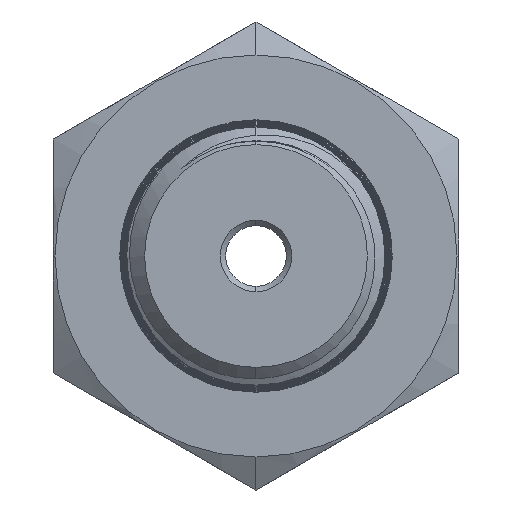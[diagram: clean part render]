
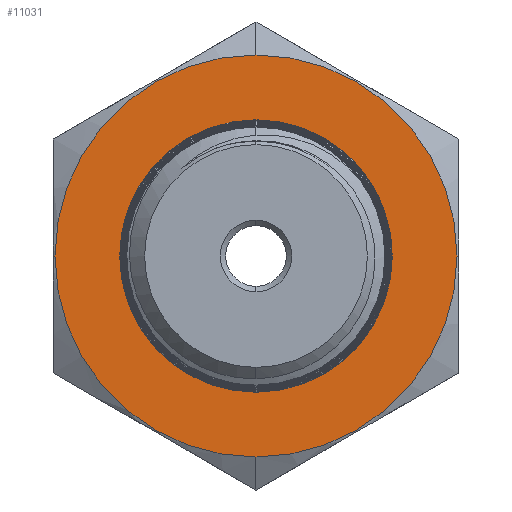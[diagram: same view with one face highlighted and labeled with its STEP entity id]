
A CAD part, left-side view. The second image highlights one B-rep face of the part: STEP entity #11031.
In plain terms, the highlighted planar face has unit normal (-1, 0, 0).
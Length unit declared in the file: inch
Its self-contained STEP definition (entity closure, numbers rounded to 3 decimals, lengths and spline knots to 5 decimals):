
#1163 = CARTESIAN_POINT ( 'NONE',  ( -1.2435, 0., 0. ) ) ;
#1398 = EDGE_CURVE ( 'NONE', #14691, #15488, #11579, .T. ) ;
#1527 = CIRCLE ( 'NONE', #6477, 0.62 ) ;
#1579 = CARTESIAN_POINT ( 'NONE',  ( -1.2435, 0., -0.62 ) ) ;
#1798 = DIRECTION ( 'NONE',  ( 0., 0., 1. ) ) ;
#1990 = EDGE_CURVE ( 'NONE', #6586, #13393, #1527, .T. ) ;
#2472 = AXIS2_PLACEMENT_3D ( 'NONE', #14722, #15980, #4805 ) ;
#2841 = EDGE_LOOP ( 'NONE', ( #14100, #6268 ) ) ;
#3054 = ORIENTED_EDGE ( 'NONE', *, *, #1990, .T. ) ;
#3475 = ORIENTED_EDGE ( 'NONE', *, *, #4447, .T. ) ;
#3906 = CARTESIAN_POINT ( 'NONE',  ( -1.2435, 0., -0.42 ) ) ;
#4066 = CIRCLE ( 'NONE', #14027, 0.62 ) ;
#4383 = CIRCLE ( 'NONE', #5338, 0.42 ) ;
#4447 = EDGE_CURVE ( 'NONE', #13393, #6586, #4066, .T. ) ;
#4805 = DIRECTION ( 'NONE',  ( 0., 0., 1. ) ) ;
#5105 = DIRECTION ( 'NONE',  ( 0., 0., 1. ) ) ;
#5287 = DIRECTION ( 'NONE',  ( 0., 0., 1. ) ) ;
#5338 = AXIS2_PLACEMENT_3D ( 'NONE', #1163, #9956, #5105 ) ;
#5424 = DIRECTION ( 'NONE',  ( -1., 0., 0. ) ) ;
#5500 = EDGE_LOOP ( 'NONE', ( #3475, #3054 ) ) ;
#6268 = ORIENTED_EDGE ( 'NONE', *, *, #1398, .F. ) ;
#6477 = AXIS2_PLACEMENT_3D ( 'NONE', #11721, #11776, #5287 ) ;
#6586 = VERTEX_POINT ( 'NONE', #1579 ) ;
#7757 = AXIS2_PLACEMENT_3D ( 'NONE', #15156, #15101, #11296 ) ;
#8413 = PLANE ( 'NONE',  #7757 ) ;
#8547 = FACE_BOUND ( 'NONE', #2841, .T. ) ;
#9956 = DIRECTION ( 'NONE',  ( -1., 0., 0. ) ) ;
#11031 = ADVANCED_FACE ( 'NONE', ( #8547, #14019 ), #8413, .T. ) ;
#11296 = DIRECTION ( 'NONE',  ( 0., 0., 1. ) ) ;
#11579 = CIRCLE ( 'NONE', #2472, 0.42 ) ;
#11644 = CARTESIAN_POINT ( 'NONE',  ( -1.2435, 0., 0. ) ) ;
#11721 = CARTESIAN_POINT ( 'NONE',  ( -1.2435, 0., 0. ) ) ;
#11776 = DIRECTION ( 'NONE',  ( -1., 0., 0. ) ) ;
#13393 = VERTEX_POINT ( 'NONE', #14291 ) ;
#13588 = EDGE_CURVE ( 'NONE', #15488, #14691, #4383, .T. ) ;
#13699 = CARTESIAN_POINT ( 'NONE',  ( -1.2435, 0., 0.42 ) ) ;
#14019 = FACE_OUTER_BOUND ( 'NONE', #5500, .T. ) ;
#14027 = AXIS2_PLACEMENT_3D ( 'NONE', #11644, #5424, #1798 ) ;
#14100 = ORIENTED_EDGE ( 'NONE', *, *, #13588, .F. ) ;
#14291 = CARTESIAN_POINT ( 'NONE',  ( -1.2435, 0., 0.62 ) ) ;
#14691 = VERTEX_POINT ( 'NONE', #3906 ) ;
#14722 = CARTESIAN_POINT ( 'NONE',  ( -1.2435, 0., 0. ) ) ;
#15101 = DIRECTION ( 'NONE',  ( -1., 0., 0. ) ) ;
#15156 = CARTESIAN_POINT ( 'NONE',  ( -1.2435, 0., -0.42 ) ) ;
#15488 = VERTEX_POINT ( 'NONE', #13699 ) ;
#15980 = DIRECTION ( 'NONE',  ( -1., 0., 0. ) ) ;
